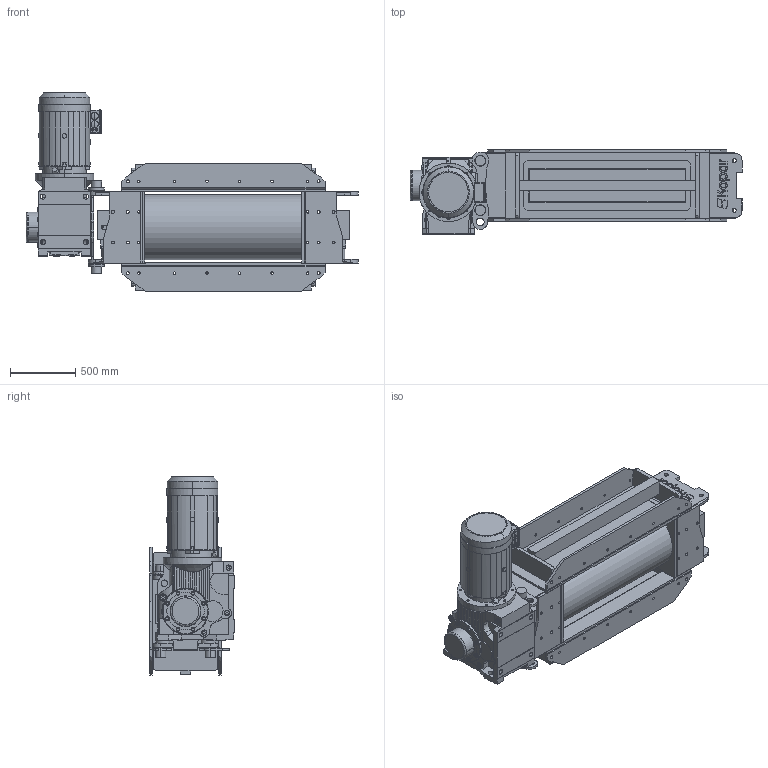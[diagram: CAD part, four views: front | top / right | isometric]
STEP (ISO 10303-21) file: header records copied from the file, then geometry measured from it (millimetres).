
FILE_DESCRIPTION (( 'STEP AP214' ), '1' );
FILE_NAME ('CR1200.STEP', '2025-01-15T06:14:49', ( '' ), ( '' ), 'SwSTEP 2.0', 'SolidWorks 2022', '' );
FILE_SCHEMA (( 'AUTOMOTIVE_DESIGN' ));
Length unit declared in the file: millimetre
Products named in the file (1): CR1200
Bounding box: 2550 x 650 x 1521 mm (x, y, z)
Volume: 612607333.5 mm3; surface area: 19479390.4 mm2
Topology: 27 solids, 42 shells, 2176 faces, 5871 edges, 3937 vertices
Faces by surface type: plane 1245, cylinder 878, bspline 36, cone 17
Entity records: 110554 total; most frequent: CARTESIAN_POINT 35882, ORIENTED_EDGE 11738, DIRECTION 10452, EDGE_CURVE 5869, VERTEX_POINT 3937, VECTOR 3666, LINE 3666, AXIS2_PLACEMENT_3D 3393
